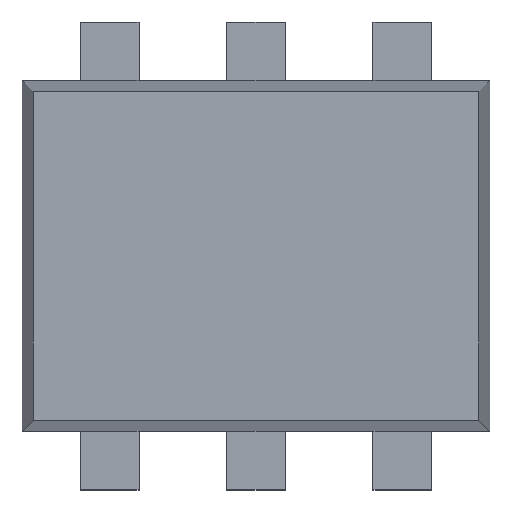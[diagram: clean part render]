
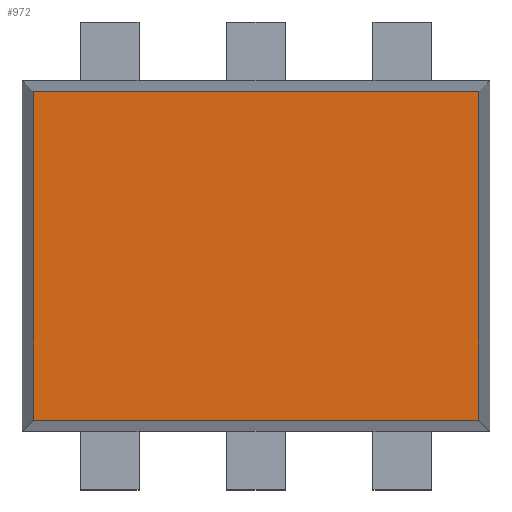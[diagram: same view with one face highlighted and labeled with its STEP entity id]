
A CAD part, top view. The second image highlights one B-rep face of the part: STEP entity #972.
In plain terms, the highlighted planar face has unit normal (0, 0, 1).
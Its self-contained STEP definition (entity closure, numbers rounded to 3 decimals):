
#48 = AXIS2_PLACEMENT_3D ( 'NONE', #654, #842, #1003 ) ;
#106 = CARTESIAN_POINT ( 'NONE',  ( 0.762, 0.562, 0.55 ) ) ;
#250 = CARTESIAN_POINT ( 'NONE',  ( 0.762, -0.562, 0.55 ) ) ;
#420 = ORIENTED_EDGE ( 'NONE', *, *, #2157, .T. ) ;
#424 = EDGE_CURVE ( 'NONE', #1936, #1995, #806, .T. ) ;
#482 = DIRECTION ( 'NONE',  ( 0., -1., 0. ) ) ;
#498 = CARTESIAN_POINT ( 'NONE',  ( -0.8, 0.562, 0.55 ) ) ;
#500 = DIRECTION ( 'NONE',  ( -1., 0., 0. ) ) ;
#536 = CARTESIAN_POINT ( 'NONE',  ( 0.8, -0.562, 0.55 ) ) ;
#546 = DIRECTION ( 'NONE',  ( 1., 0., 0. ) ) ;
#654 = CARTESIAN_POINT ( 'NONE',  ( 0., 0., 0.55 ) ) ;
#667 = PLANE ( 'NONE',  #48 ) ;
#783 = CARTESIAN_POINT ( 'NONE',  ( -0.762, -0.6, 0.55 ) ) ;
#806 = LINE ( 'NONE', #2074, #831 ) ;
#831 = VECTOR ( 'NONE', #2093, 1000. ) ;
#842 = DIRECTION ( 'NONE',  ( 0., 0., 1. ) ) ;
#972 = ADVANCED_FACE ( 'NONE', ( #1352 ), #667, .T. ) ;
#1003 = DIRECTION ( 'NONE',  ( 1., 0., 0. ) ) ;
#1192 = VERTEX_POINT ( 'NONE', #1828 ) ;
#1237 = CARTESIAN_POINT ( 'NONE',  ( -0.762, -0.562, 0.55 ) ) ;
#1256 = EDGE_LOOP ( 'NONE', ( #1803, #1482, #2240, #420 ) ) ;
#1352 = FACE_OUTER_BOUND ( 'NONE', #1256, .T. ) ;
#1482 = ORIENTED_EDGE ( 'NONE', *, *, #2128, .T. ) ;
#1747 = VECTOR ( 'NONE', #546, 1000. ) ;
#1751 = LINE ( 'NONE', #536, #1747 ) ;
#1784 = VECTOR ( 'NONE', #482, 1000. ) ;
#1790 = VECTOR ( 'NONE', #500, 1000. ) ;
#1798 = VERTEX_POINT ( 'NONE', #1237 ) ;
#1800 = LINE ( 'NONE', #783, #1784 ) ;
#1803 = ORIENTED_EDGE ( 'NONE', *, *, #424, .T. ) ;
#1828 = CARTESIAN_POINT ( 'NONE',  ( -0.762, 0.562, 0.55 ) ) ;
#1832 = LINE ( 'NONE', #498, #1790 ) ;
#1936 = VERTEX_POINT ( 'NONE', #250 ) ;
#1995 = VERTEX_POINT ( 'NONE', #106 ) ;
#2074 = CARTESIAN_POINT ( 'NONE',  ( 0.762, 0.6, 0.55 ) ) ;
#2093 = DIRECTION ( 'NONE',  ( 0., 1., 0. ) ) ;
#2128 = EDGE_CURVE ( 'NONE', #1995, #1192, #1832, .T. ) ;
#2140 = EDGE_CURVE ( 'NONE', #1192, #1798, #1800, .T. ) ;
#2157 = EDGE_CURVE ( 'NONE', #1798, #1936, #1751, .T. ) ;
#2240 = ORIENTED_EDGE ( 'NONE', *, *, #2140, .T. ) ;
